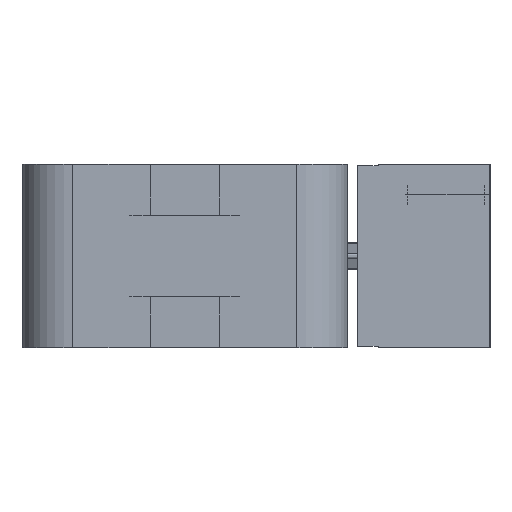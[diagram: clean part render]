
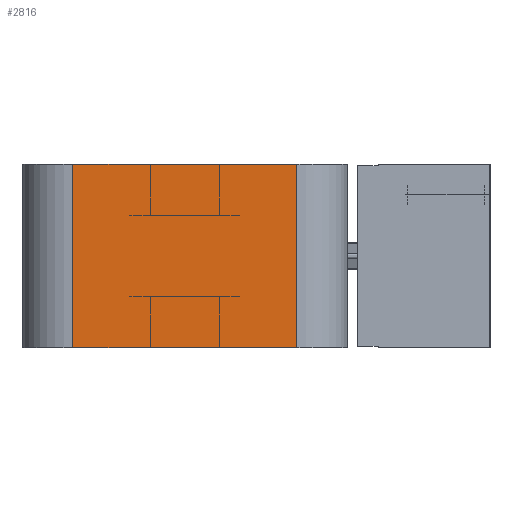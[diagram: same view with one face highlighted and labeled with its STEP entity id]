
A CAD part, left-side view. The second image highlights one B-rep face of the part: STEP entity #2816.
In plain terms, the highlighted planar face has unit normal (-1, 0, 0).
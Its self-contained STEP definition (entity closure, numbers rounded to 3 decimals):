
#44=DIRECTION('',(0.,0.,1.));
#45=VECTOR('',#44,18.);
#46=CARTESIAN_POINT('',(0.,5.,0.));
#47=LINE('',#46,#45);
#52=DIRECTION('',(0.,-1.,0.));
#53=VECTOR('',#52,22.);
#54=CARTESIAN_POINT('',(0.,27.,0.));
#55=LINE('',#54,#53);
#59=DIRECTION('',(0.,0.,-1.));
#60=VECTOR('',#59,18.);
#61=CARTESIAN_POINT('',(0.,27.,18.));
#62=LINE('',#61,#60);
#66=DIRECTION('',(0.,1.,0.));
#67=VECTOR('',#66,22.);
#68=CARTESIAN_POINT('',(0.,5.,18.));
#69=LINE('',#68,#67);
#2421=CARTESIAN_POINT('',(0.,5.,18.));
#2423=VERTEX_POINT('',#2421);
#2427=CARTESIAN_POINT('',(0.,5.,0.));
#2428=VERTEX_POINT('',#2427);
#2429=CARTESIAN_POINT('',(0.,27.,0.));
#2431=VERTEX_POINT('',#2429);
#2435=CARTESIAN_POINT('',(0.,27.,18.));
#2436=VERTEX_POINT('',#2435);
#2801=CARTESIAN_POINT('',(0.,0.,0.));
#2802=DIRECTION('',(-1.,0.,0.));
#2803=DIRECTION('',(0.,0.,1.));
#2804=AXIS2_PLACEMENT_3D('',#2801,#2802,#2803);
#2805=PLANE('',#2804);
#2807=ORIENTED_EDGE('',*,*,#2806,.F.);
#2809=ORIENTED_EDGE('',*,*,#2808,.F.);
#2811=ORIENTED_EDGE('',*,*,#2810,.F.);
#2813=ORIENTED_EDGE('',*,*,#2812,.F.);
#2814=EDGE_LOOP('',(#2807,#2809,#2811,#2813));
#2815=FACE_OUTER_BOUND('',#2814,.F.);
#2806=EDGE_CURVE('',#2428,#2423,#47,.T.);
#2808=EDGE_CURVE('',#2431,#2428,#55,.T.);
#2810=EDGE_CURVE('',#2436,#2431,#62,.T.);
#2812=EDGE_CURVE('',#2423,#2436,#69,.T.);
#2816=ADVANCED_FACE('',(#2815),#2805,.T.);
